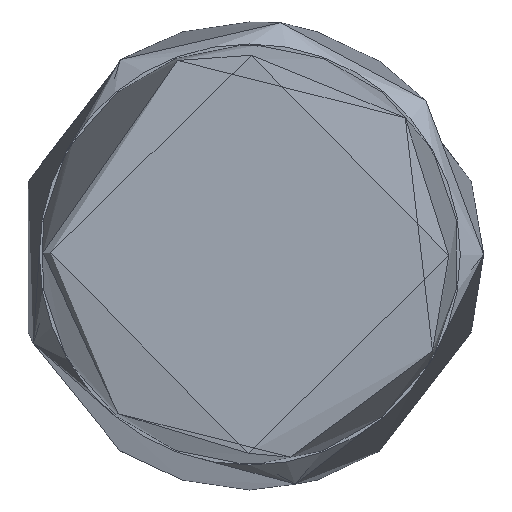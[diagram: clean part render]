
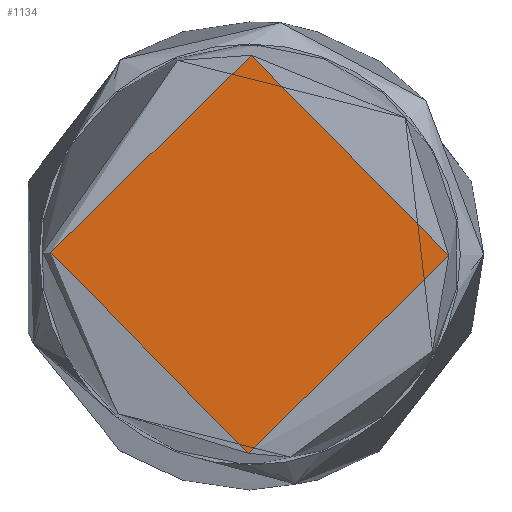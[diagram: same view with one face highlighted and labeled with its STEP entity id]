
A CAD part, top view. The second image highlights one B-rep face of the part: STEP entity #1134.
In plain terms, the highlighted planar face has unit normal (0, 0, 1).
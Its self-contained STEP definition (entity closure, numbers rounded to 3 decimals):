
#268=FACE_OUTER_BOUND('',#341,.T.);
#341=EDGE_LOOP('',(#802));
#419=CIRCLE('',#1230,5.103);
#481=VERTEX_POINT('',#1811);
#614=EDGE_CURVE('',#481,#481,#419,.T.);
#802=ORIENTED_EDGE('',*,*,#614,.T.);
#1044=PLANE('',#1229);
#1134=ADVANCED_FACE('',(#268),#1044,.F.);
#1229=AXIS2_PLACEMENT_3D('',#1810,#1373,#1374);
#1230=AXIS2_PLACEMENT_3D('',#1812,#1375,#1376);
#1373=DIRECTION('center_axis',(0.,0.,-1.));
#1374=DIRECTION('ref_axis',(-1.,0.,0.));
#1375=DIRECTION('center_axis',(0.,0.,1.));
#1376=DIRECTION('ref_axis',(-1.,0.008,0.));
#1810=CARTESIAN_POINT('Origin',(0.,0.,36.5));
#1811=CARTESIAN_POINT('',(-5.103,0.039,36.5));
#1812=CARTESIAN_POINT('Origin',(0.,0.,36.5));
